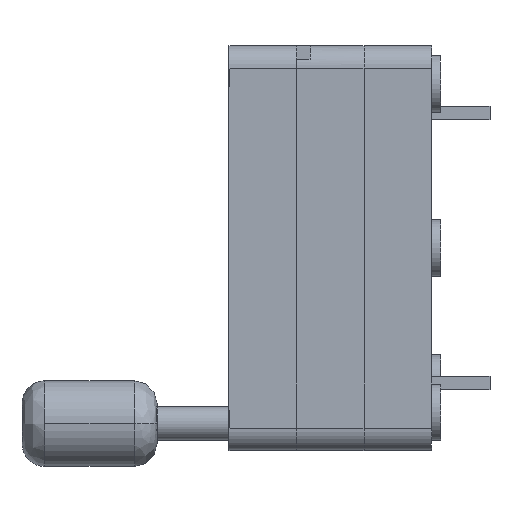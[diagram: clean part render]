
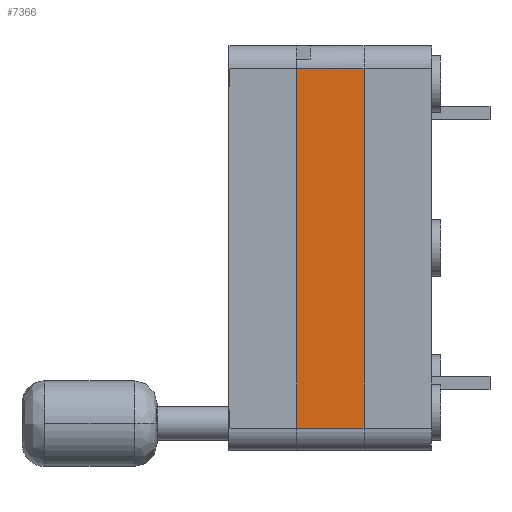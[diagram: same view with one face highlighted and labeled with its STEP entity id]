
A CAD part, left-side view. The second image highlights one B-rep face of the part: STEP entity #7366.
In plain terms, the highlighted planar face has unit normal (-1, 0, 0).
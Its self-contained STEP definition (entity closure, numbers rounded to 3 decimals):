
#172 = DIRECTION ( 'NONE',  ( 0., 0., -1. ) ) ;
#278 = VECTOR ( 'NONE', #8642, 1000. ) ;
#337 = DIRECTION ( 'NONE',  ( -1., 0., 0. ) ) ;
#389 = ORIENTED_EDGE ( 'NONE', *, *, #8733, .F. ) ;
#840 = EDGE_CURVE ( 'NONE', #9971, #6036, #2677, .T. ) ;
#1501 = DIRECTION ( 'NONE',  ( 0., 1., 0. ) ) ;
#1537 = LINE ( 'NONE', #6332, #8897 ) ;
#1590 = EDGE_CURVE ( 'NONE', #6036, #1609, #1537, .T. ) ;
#1609 = VERTEX_POINT ( 'NONE', #8292 ) ;
#2222 = CARTESIAN_POINT ( 'NONE',  ( -22.606, 4.318, -10.16 ) ) ;
#2287 = ORIENTED_EDGE ( 'NONE', *, *, #6058, .F. ) ;
#2677 = LINE ( 'NONE', #6568, #8255 ) ;
#2950 = LINE ( 'NONE', #12725, #278 ) ;
#3185 = CARTESIAN_POINT ( 'NONE',  ( -22.606, 8.128, 10.16 ) ) ;
#3566 = EDGE_LOOP ( 'NONE', ( #10307, #389, #2287, #6520 ) ) ;
#3712 = CARTESIAN_POINT ( 'NONE',  ( -22.606, 4.318, 10.16 ) ) ;
#5184 = DIRECTION ( 'NONE',  ( 0., 0., -1. ) ) ;
#5336 = DIRECTION ( 'NONE',  ( 0., 0., 1. ) ) ;
#6036 = VERTEX_POINT ( 'NONE', #3185 ) ;
#6058 = EDGE_CURVE ( 'NONE', #9971, #9527, #10523, .T. ) ;
#6163 = FACE_OUTER_BOUND ( 'NONE', #3566, .T. ) ;
#6332 = CARTESIAN_POINT ( 'NONE',  ( -22.606, 8.128, 10.16 ) ) ;
#6520 = ORIENTED_EDGE ( 'NONE', *, *, #840, .T. ) ;
#6568 = CARTESIAN_POINT ( 'NONE',  ( -22.606, 8.128, 10.16 ) ) ;
#7366 = ADVANCED_FACE ( 'NONE', ( #6163 ), #9401, .T. ) ;
#8255 = VECTOR ( 'NONE', #1501, 1000. ) ;
#8292 = CARTESIAN_POINT ( 'NONE',  ( -22.606, 8.128, -10.16 ) ) ;
#8642 = DIRECTION ( 'NONE',  ( 0., 1., 0. ) ) ;
#8733 = EDGE_CURVE ( 'NONE', #9527, #1609, #2950, .T. ) ;
#8897 = VECTOR ( 'NONE', #172, 1000. ) ;
#9401 = PLANE ( 'NONE',  #12798 ) ;
#9527 = VERTEX_POINT ( 'NONE', #10931 ) ;
#9971 = VERTEX_POINT ( 'NONE', #3712 ) ;
#10307 = ORIENTED_EDGE ( 'NONE', *, *, #1590, .T. ) ;
#10523 = LINE ( 'NONE', #2222, #11814 ) ;
#10931 = CARTESIAN_POINT ( 'NONE',  ( -22.606, 4.318, -10.16 ) ) ;
#11814 = VECTOR ( 'NONE', #5184, 1000. ) ;
#12462 = CARTESIAN_POINT ( 'NONE',  ( -22.606, 8.128, 10.16 ) ) ;
#12725 = CARTESIAN_POINT ( 'NONE',  ( -22.606, 8.128, -10.16 ) ) ;
#12798 = AXIS2_PLACEMENT_3D ( 'NONE', #12462, #337, #5336 ) ;
